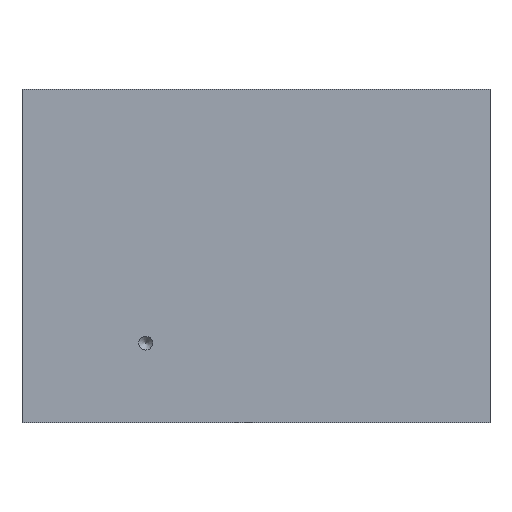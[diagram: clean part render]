
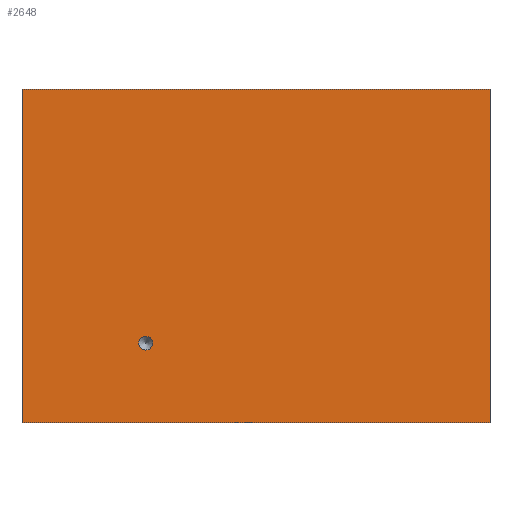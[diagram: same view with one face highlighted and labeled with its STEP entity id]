
A CAD part, left-side view. The second image highlights one B-rep face of the part: STEP entity #2648.
In plain terms, the highlighted planar face has unit normal (-1, 0, 0).
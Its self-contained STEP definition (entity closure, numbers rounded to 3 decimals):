
#72 = PLANE('',#73);
#73 = AXIS2_PLACEMENT_3D('',#74,#75,#76);
#74 = CARTESIAN_POINT('',(0.,-45.375,155.));
#75 = DIRECTION('',(0.,0.,1.));
#76 = DIRECTION('',(1.,0.,0.));
#126 = PLANE('',#127);
#127 = AXIS2_PLACEMENT_3D('',#128,#129,#130);
#128 = CARTESIAN_POINT('',(0.,-45.375,0.));
#129 = DIRECTION('',(0.,0.,1.));
#130 = DIRECTION('',(1.,0.,0.));
#407 = PLANE('',#408);
#408 = AXIS2_PLACEMENT_3D('',#409,#410,#411);
#409 = CARTESIAN_POINT('',(62.5,62.5,0.));
#410 = DIRECTION('',(0.,-1.,0.));
#411 = DIRECTION('',(-1.,0.,0.));
#512 = VERTEX_POINT('',#513);
#513 = CARTESIAN_POINT('',(-62.5,62.5,0.));
#534 = EDGE_CURVE('',#512,#535,#537,.T.);
#535 = VERTEX_POINT('',#536);
#536 = CARTESIAN_POINT('',(-62.5,-155.,0.));
#537 = SURFACE_CURVE('',#538,(#542,#549),.PCURVE_S1.);
#538 = LINE('',#539,#540);
#539 = CARTESIAN_POINT('',(-62.5,62.5,0.));
#540 = VECTOR('',#541,1.);
#541 = DIRECTION('',(0.,-1.,0.));
#542 = PCURVE('',#126,#543);
#543 = DEFINITIONAL_REPRESENTATION('',(#544),#548);
#544 = LINE('',#545,#546);
#545 = CARTESIAN_POINT('',(-62.5,107.875));
#546 = VECTOR('',#547,1.);
#547 = DIRECTION('',(0.,-1.));
#548 = ( GEOMETRIC_REPRESENTATION_CONTEXT(2) 
PARAMETRIC_REPRESENTATION_CONTEXT() REPRESENTATION_CONTEXT('2D SPACE',''
  ) );
#549 = PCURVE('',#550,#555);
#550 = PLANE('',#551);
#551 = AXIS2_PLACEMENT_3D('',#552,#553,#554);
#552 = CARTESIAN_POINT('',(-62.5,62.5,0.));
#553 = DIRECTION('',(1.,0.,0.));
#554 = DIRECTION('',(0.,-1.,0.));
#555 = DEFINITIONAL_REPRESENTATION('',(#556),#560);
#556 = LINE('',#557,#558);
#557 = CARTESIAN_POINT('',(0.,0.));
#558 = VECTOR('',#559,1.);
#559 = DIRECTION('',(1.,0.));
#560 = ( GEOMETRIC_REPRESENTATION_CONTEXT(2) 
PARAMETRIC_REPRESENTATION_CONTEXT() REPRESENTATION_CONTEXT('2D SPACE',''
  ) );
#578 = PLANE('',#579);
#579 = AXIS2_PLACEMENT_3D('',#580,#581,#582);
#580 = CARTESIAN_POINT('',(-62.5,-155.,0.));
#581 = DIRECTION('',(0.,1.,0.));
#582 = DIRECTION('',(1.,0.,0.));
#860 = VERTEX_POINT('',#861);
#861 = CARTESIAN_POINT('',(-62.5,62.5,155.));
#882 = EDGE_CURVE('',#860,#883,#885,.T.);
#883 = VERTEX_POINT('',#884);
#884 = CARTESIAN_POINT('',(-62.5,-155.,155.));
#885 = SURFACE_CURVE('',#886,(#890,#897),.PCURVE_S1.);
#886 = LINE('',#887,#888);
#887 = CARTESIAN_POINT('',(-62.5,62.5,155.));
#888 = VECTOR('',#889,1.);
#889 = DIRECTION('',(0.,-1.,0.));
#890 = PCURVE('',#72,#891);
#891 = DEFINITIONAL_REPRESENTATION('',(#892),#896);
#892 = LINE('',#893,#894);
#893 = CARTESIAN_POINT('',(-62.5,107.875));
#894 = VECTOR('',#895,1.);
#895 = DIRECTION('',(0.,-1.));
#896 = ( GEOMETRIC_REPRESENTATION_CONTEXT(2) 
PARAMETRIC_REPRESENTATION_CONTEXT() REPRESENTATION_CONTEXT('2D SPACE',''
  ) );
#897 = PCURVE('',#550,#898);
#898 = DEFINITIONAL_REPRESENTATION('',(#899),#903);
#899 = LINE('',#900,#901);
#900 = CARTESIAN_POINT('',(0.,-155.));
#901 = VECTOR('',#902,1.);
#902 = DIRECTION('',(1.,0.));
#903 = ( GEOMETRIC_REPRESENTATION_CONTEXT(2) 
PARAMETRIC_REPRESENTATION_CONTEXT() REPRESENTATION_CONTEXT('2D SPACE',''
  ) );
#1994 = EDGE_CURVE('',#512,#860,#1995,.T.);
#1995 = SURFACE_CURVE('',#1996,(#2000,#2007),.PCURVE_S1.);
#1996 = LINE('',#1997,#1998);
#1997 = CARTESIAN_POINT('',(-62.5,62.5,0.));
#1998 = VECTOR('',#1999,1.);
#1999 = DIRECTION('',(0.,0.,1.));
#2000 = PCURVE('',#407,#2001);
#2001 = DEFINITIONAL_REPRESENTATION('',(#2002),#2006);
#2002 = LINE('',#2003,#2004);
#2003 = CARTESIAN_POINT('',(125.,0.));
#2004 = VECTOR('',#2005,1.);
#2005 = DIRECTION('',(0.,-1.));
#2006 = ( GEOMETRIC_REPRESENTATION_CONTEXT(2) 
PARAMETRIC_REPRESENTATION_CONTEXT() REPRESENTATION_CONTEXT('2D SPACE',''
  ) );
#2007 = PCURVE('',#550,#2008);
#2008 = DEFINITIONAL_REPRESENTATION('',(#2009),#2013);
#2009 = LINE('',#2010,#2011);
#2010 = CARTESIAN_POINT('',(0.,0.));
#2011 = VECTOR('',#2012,1.);
#2012 = DIRECTION('',(0.,-1.));
#2013 = ( GEOMETRIC_REPRESENTATION_CONTEXT(2) 
PARAMETRIC_REPRESENTATION_CONTEXT() REPRESENTATION_CONTEXT('2D SPACE',''
  ) );
#2529 = EDGE_CURVE('',#535,#883,#2530,.T.);
#2530 = SURFACE_CURVE('',#2531,(#2535,#2542),.PCURVE_S1.);
#2531 = LINE('',#2532,#2533);
#2532 = CARTESIAN_POINT('',(-62.5,-155.,0.));
#2533 = VECTOR('',#2534,1.);
#2534 = DIRECTION('',(0.,0.,1.));
#2535 = PCURVE('',#578,#2536);
#2536 = DEFINITIONAL_REPRESENTATION('',(#2537),#2541);
#2537 = LINE('',#2538,#2539);
#2538 = CARTESIAN_POINT('',(0.,0.));
#2539 = VECTOR('',#2540,1.);
#2540 = DIRECTION('',(0.,-1.));
#2541 = ( GEOMETRIC_REPRESENTATION_CONTEXT(2) 
PARAMETRIC_REPRESENTATION_CONTEXT() REPRESENTATION_CONTEXT('2D SPACE',''
  ) );
#2542 = PCURVE('',#550,#2543);
#2543 = DEFINITIONAL_REPRESENTATION('',(#2544),#2548);
#2544 = LINE('',#2545,#2546);
#2545 = CARTESIAN_POINT('',(217.5,0.));
#2546 = VECTOR('',#2547,1.);
#2547 = DIRECTION('',(0.,-1.));
#2548 = ( GEOMETRIC_REPRESENTATION_CONTEXT(2) 
PARAMETRIC_REPRESENTATION_CONTEXT() REPRESENTATION_CONTEXT('2D SPACE',''
  ) );
#2648 = ADVANCED_FACE('',(#2649,#2655),#550,.F.);
#2649 = FACE_BOUND('',#2650,.F.);
#2650 = EDGE_LOOP('',(#2651,#2652,#2653,#2654));
#2651 = ORIENTED_EDGE('',*,*,#1994,.T.);
#2652 = ORIENTED_EDGE('',*,*,#882,.T.);
#2653 = ORIENTED_EDGE('',*,*,#2529,.F.);
#2654 = ORIENTED_EDGE('',*,*,#534,.F.);
#2655 = FACE_BOUND('',#2656,.F.);
#2656 = EDGE_LOOP('',(#2657));
#2657 = ORIENTED_EDGE('',*,*,#2658,.T.);
#2658 = EDGE_CURVE('',#2659,#2659,#2661,.T.);
#2659 = VERTEX_POINT('',#2660);
#2660 = CARTESIAN_POINT('',(-62.5,5.,40.2));
#2661 = SURFACE_CURVE('',#2662,(#2667,#2678),.PCURVE_S1.);
#2662 = CIRCLE('',#2663,3.2);
#2663 = AXIS2_PLACEMENT_3D('',#2664,#2665,#2666);
#2664 = CARTESIAN_POINT('',(-62.5,5.,37.));
#2665 = DIRECTION('',(-1.,0.,0.));
#2666 = DIRECTION('',(0.,0.,1.));
#2667 = PCURVE('',#550,#2668);
#2668 = DEFINITIONAL_REPRESENTATION('',(#2669),#2677);
#2669 = ( BOUNDED_CURVE() B_SPLINE_CURVE(2,(#2670,#2671,#2672,#2673,
#2674,#2675,#2676),.UNSPECIFIED.,.T.,.F.) B_SPLINE_CURVE_WITH_KNOTS((1,2
    ,2,2,2,1),(-2.094,0.,2.094,4.189,
6.283,8.378),.UNSPECIFIED.) CURVE() 
GEOMETRIC_REPRESENTATION_ITEM() RATIONAL_B_SPLINE_CURVE((1.,0.5,1.,0.5,
1.,0.5,1.)) REPRESENTATION_ITEM('') );
#2670 = CARTESIAN_POINT('',(57.5,-40.2));
#2671 = CARTESIAN_POINT('',(51.957,-40.2));
#2672 = CARTESIAN_POINT('',(54.729,-35.4));
#2673 = CARTESIAN_POINT('',(57.5,-30.6));
#2674 = CARTESIAN_POINT('',(60.271,-35.4));
#2675 = CARTESIAN_POINT('',(63.043,-40.2));
#2676 = CARTESIAN_POINT('',(57.5,-40.2));
#2677 = ( GEOMETRIC_REPRESENTATION_CONTEXT(2) 
PARAMETRIC_REPRESENTATION_CONTEXT() REPRESENTATION_CONTEXT('2D SPACE',''
  ) );
#2678 = PCURVE('',#2679,#2684);
#2679 = CYLINDRICAL_SURFACE('',#2680,3.2);
#2680 = AXIS2_PLACEMENT_3D('',#2681,#2682,#2683);
#2681 = CARTESIAN_POINT('',(-62.5,5.,37.));
#2682 = DIRECTION('',(1.,0.,0.));
#2683 = DIRECTION('',(0.,0.,1.));
#2684 = DEFINITIONAL_REPRESENTATION('',(#2685),#2689);
#2685 = LINE('',#2686,#2687);
#2686 = CARTESIAN_POINT('',(-0.,0.));
#2687 = VECTOR('',#2688,1.);
#2688 = DIRECTION('',(-1.,0.));
#2689 = ( GEOMETRIC_REPRESENTATION_CONTEXT(2) 
PARAMETRIC_REPRESENTATION_CONTEXT() REPRESENTATION_CONTEXT('2D SPACE',''
  ) );
